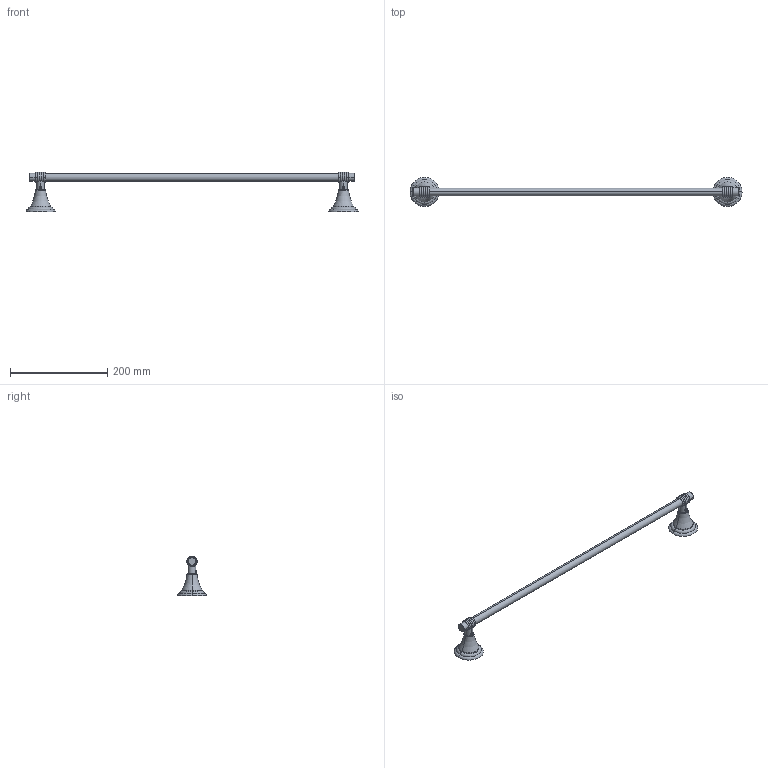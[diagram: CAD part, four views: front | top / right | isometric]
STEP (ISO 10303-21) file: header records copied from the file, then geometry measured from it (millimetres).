
FILE_DESCRIPTION((''),'2;1');
FILE_NAME('17-02_WEB','2010-11-15T',('project'),(''),'PRO/ENGINEER BY PARAMETRIC TECHNOLOGY CORPORATION, 2009300','PRO/ENGINEER BY PARAMETRIC TECHNOLOGY CORPORATION, 2009300','');
FILE_SCHEMA(('CONFIG_CONTROL_DESIGN'));
Length unit declared in the file: inch
Products named in the file (1): 17-02_WEB
Bounding box: 683.77 x 59.94 x 81.28 mm (x, y, z)
Surface area: 55990.7 mm2 (no closed solid volume)
Topology: 0 solids, 13 shells, 69 faces, 202 edges, 141 vertices
Faces by surface type: torus 26, cylinder 14, cone 12, plane 12, bspline 5
Entity records: 4228 total; most frequent: CARTESIAN_POINT 2469, DIRECTION 365, ORIENTED_EDGE 314, EDGE_CURVE 202, AXIS2_PLACEMENT_3D 166, VERTEX_POINT 141, CIRCLE 102, EDGE_LOOP 69
